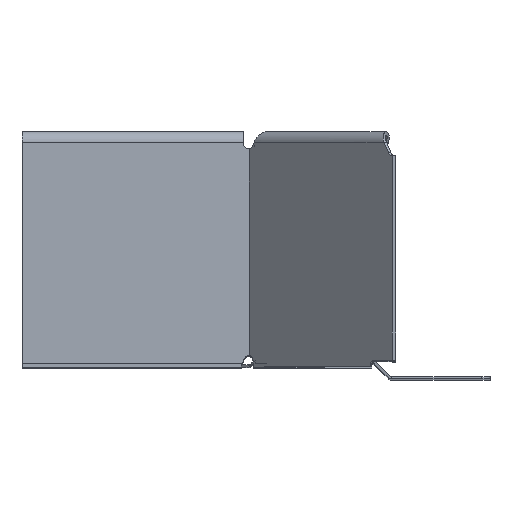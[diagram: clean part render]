
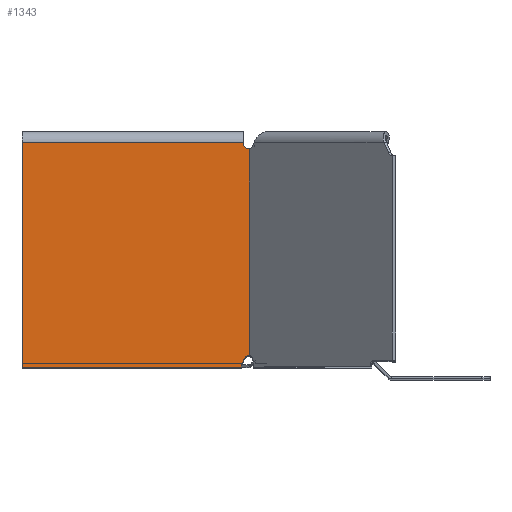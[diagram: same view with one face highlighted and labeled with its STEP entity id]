
A CAD part, top view. The second image highlights one B-rep face of the part: STEP entity #1343.
In plain terms, the highlighted face is planar.
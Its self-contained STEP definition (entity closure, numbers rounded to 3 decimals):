
#8 = LINE ( 'NONE', #4424, #1694 ) ;
#33 = DIRECTION ( 'NONE',  ( 0., 1., 0. ) ) ;
#125 = LINE ( 'NONE', #1018, #4671 ) ;
#159 = CARTESIAN_POINT ( 'NONE',  ( -206.54, 76.031, -6.75 ) ) ;
#190 = DIRECTION ( 'NONE',  ( 0., -1., 0. ) ) ;
#291 = CARTESIAN_POINT ( 'NONE',  ( -76.361, 0., -6.75 ) ) ;
#297 = CIRCLE ( 'NONE', #1881, 2.25 ) ;
#320 = VERTEX_POINT ( 'NONE', #291 ) ;
#333 = DIRECTION ( 'NONE',  ( -1., 0., 0. ) ) ;
#372 = CARTESIAN_POINT ( 'NONE',  ( -76.361, 0., -6.75 ) ) ;
#585 = AXIS2_PLACEMENT_3D ( 'NONE', #4022, #3153, #4862 ) ;
#586 = CARTESIAN_POINT ( 'NONE',  ( 0., 78.25, -6.75 ) ) ;
#616 = VERTEX_POINT ( 'NONE', #1186 ) ;
#691 = LINE ( 'NONE', #3433, #764 ) ;
#714 = VERTEX_POINT ( 'NONE', #1989 ) ;
#738 = DIRECTION ( 'NONE',  ( 0., 1., 0. ) ) ;
#757 = ORIENTED_EDGE ( 'NONE', *, *, #4015, .T. ) ;
#764 = VECTOR ( 'NONE', #333, 1000. ) ;
#811 = VERTEX_POINT ( 'NONE', #1507 ) ;
#931 = CARTESIAN_POINT ( 'NONE',  ( 0., 0., -6.75 ) ) ;
#1018 = CARTESIAN_POINT ( 'NONE',  ( -206.54, 0., -6.75 ) ) ;
#1114 = LINE ( 'NONE', #159, #2082 ) ;
#1171 = EDGE_CURVE ( 'NONE', #4342, #4068, #1950, .T. ) ;
#1186 = CARTESIAN_POINT ( 'NONE',  ( -79.187, 3.969, -6.75 ) ) ;
#1291 = ORIENTED_EDGE ( 'NONE', *, *, #4278, .T. ) ;
#1305 = CARTESIAN_POINT ( 'NONE',  ( -76.547, 0.606, -6.75 ) ) ;
#1321 = CARTESIAN_POINT ( 'NONE',  ( 0., 1.75, -6.75 ) ) ;
#1343 = ADVANCED_FACE ( 'NONE', ( #2322 ), #1407, .F. ) ;
#1407 = PLANE ( 'NONE',  #585 ) ;
#1467 = LINE ( 'NONE', #2407, #1599 ) ;
#1507 = CARTESIAN_POINT ( 'NONE',  ( -77.1, 78.25, -6.75 ) ) ;
#1517 = EDGE_CURVE ( 'NONE', #4742, #4707, #1114, .T. ) ;
#1555 = DIRECTION ( 'NONE',  ( 0., 0., -1. ) ) ;
#1599 = VECTOR ( 'NONE', #190, 1000. ) ;
#1625 = B_SPLINE_CURVE_WITH_KNOTS ( 'NONE', 3,
 ( #4349, #2646, #2129, #1305, #5231, #372 ),
 .UNSPECIFIED., .F., .F.,
 ( 4, 2, 4 ),
 ( 0.001, 0.002, 0.003 ),
 .UNSPECIFIED. ) ;
#1694 = VECTOR ( 'NONE', #3472, 1000. ) ;
#1728 = ORIENTED_EDGE ( 'NONE', *, *, #5060, .F. ) ;
#1740 = ORIENTED_EDGE ( 'NONE', *, *, #4898, .T. ) ;
#1813 = DIRECTION ( 'NONE',  ( -1., 0., 0. ) ) ;
#1827 = VERTEX_POINT ( 'NONE', #5262 ) ;
#1881 = AXIS2_PLACEMENT_3D ( 'NONE', #2431, #1555, #4355 ) ;
#1950 = LINE ( 'NONE', #4647, #3287 ) ;
#1989 = CARTESIAN_POINT ( 'NONE',  ( -78.98, 3.969, -6.75 ) ) ;
#2011 = VERTEX_POINT ( 'NONE', #586 ) ;
#2082 = VECTOR ( 'NONE', #3264, 1000. ) ;
#2126 = EDGE_CURVE ( 'NONE', #4707, #616, #1467, .T. ) ;
#2129 = CARTESIAN_POINT ( 'NONE',  ( -76.8, 1.189, -6.75 ) ) ;
#2322 = FACE_OUTER_BOUND ( 'NONE', #4165, .T. ) ;
#2323 = EDGE_CURVE ( 'NONE', #714, #1827, #4104, .T. ) ;
#2407 = CARTESIAN_POINT ( 'NONE',  ( -79.187, 0., -6.75 ) ) ;
#2431 = CARTESIAN_POINT ( 'NONE',  ( -79.35, 78.25, -6.75 ) ) ;
#2597 = CARTESIAN_POINT ( 'NONE',  ( -78.98, 76.031, -6.75 ) ) ;
#2622 = VECTOR ( 'NONE', #33, 1000. ) ;
#2646 = CARTESIAN_POINT ( 'NONE',  ( -76.949, 1.47, -6.75 ) ) ;
#2679 = LINE ( 'NONE', #4911, #2622 ) ;
#3038 = DIRECTION ( 'NONE',  ( 0., 0., -1. ) ) ;
#3153 = DIRECTION ( 'NONE',  ( 0., 0., 1. ) ) ;
#3264 = DIRECTION ( 'NONE',  ( -1., 0., 0. ) ) ;
#3287 = VECTOR ( 'NONE', #3331, 1000. ) ;
#3331 = DIRECTION ( 'NONE',  ( 0., -1., 0. ) ) ;
#3375 = ORIENTED_EDGE ( 'NONE', *, *, #5432, .F. ) ;
#3433 = CARTESIAN_POINT ( 'NONE',  ( -78.98, 3.969, -6.75 ) ) ;
#3472 = DIRECTION ( 'NONE',  ( 1., 0., 0. ) ) ;
#3564 = ORIENTED_EDGE ( 'NONE', *, *, #2126, .F. ) ;
#4015 = EDGE_CURVE ( 'NONE', #714, #616, #691, .T. ) ;
#4022 = CARTESIAN_POINT ( 'NONE',  ( -206.54, 0., -6.75 ) ) ;
#4068 = VERTEX_POINT ( 'NONE', #931 ) ;
#4104 = CIRCLE ( 'NONE', #5693, 2.25 ) ;
#4165 = EDGE_LOOP ( 'NONE', ( #4824, #757, #3564, #4852, #5052, #1291, #3375, #5741, #1740, #1728 ) ) ;
#4278 = EDGE_CURVE ( 'NONE', #811, #2011, #8, .T. ) ;
#4332 = CARTESIAN_POINT ( 'NONE',  ( -79.187, 76.031, -6.75 ) ) ;
#4342 = VERTEX_POINT ( 'NONE', #1321 ) ;
#4349 = CARTESIAN_POINT ( 'NONE',  ( -77.1, 1.75, -6.75 ) ) ;
#4355 = DIRECTION ( 'NONE',  ( 0., 1., 0. ) ) ;
#4424 = CARTESIAN_POINT ( 'NONE',  ( -206.54, 78.25, -6.75 ) ) ;
#4619 = EDGE_CURVE ( 'NONE', #811, #4742, #297, .T. ) ;
#4647 = CARTESIAN_POINT ( 'NONE',  ( 0., 1.75, -6.75 ) ) ;
#4671 = VECTOR ( 'NONE', #1813, 1000. ) ;
#4707 = VERTEX_POINT ( 'NONE', #4332 ) ;
#4742 = VERTEX_POINT ( 'NONE', #2597 ) ;
#4824 = ORIENTED_EDGE ( 'NONE', *, *, #2323, .F. ) ;
#4852 = ORIENTED_EDGE ( 'NONE', *, *, #1517, .F. ) ;
#4862 = DIRECTION ( 'NONE',  ( 0., 1., 0. ) ) ;
#4898 = EDGE_CURVE ( 'NONE', #4068, #320, #125, .T. ) ;
#4911 = CARTESIAN_POINT ( 'NONE',  ( 0., 0., -6.75 ) ) ;
#5052 = ORIENTED_EDGE ( 'NONE', *, *, #4619, .F. ) ;
#5060 = EDGE_CURVE ( 'NONE', #1827, #320, #1625, .T. ) ;
#5231 = CARTESIAN_POINT ( 'NONE',  ( -76.442, 0.304, -6.75 ) ) ;
#5239 = CARTESIAN_POINT ( 'NONE',  ( -79.35, 1.75, -6.75 ) ) ;
#5262 = CARTESIAN_POINT ( 'NONE',  ( -77.1, 1.75, -6.75 ) ) ;
#5432 = EDGE_CURVE ( 'NONE', #4342, #2011, #2679, .T. ) ;
#5693 = AXIS2_PLACEMENT_3D ( 'NONE', #5239, #3038, #738 ) ;
#5741 = ORIENTED_EDGE ( 'NONE', *, *, #1171, .T. ) ;
